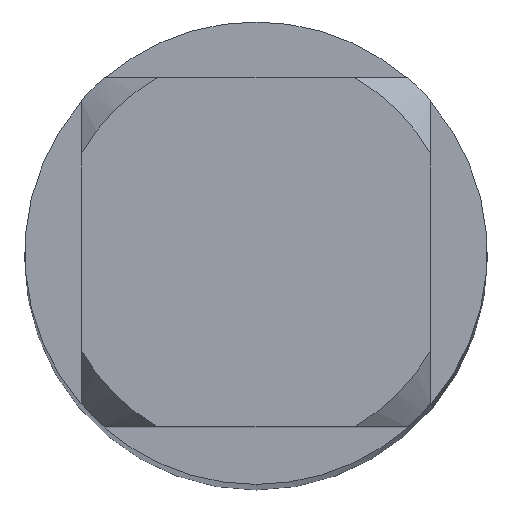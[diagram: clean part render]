
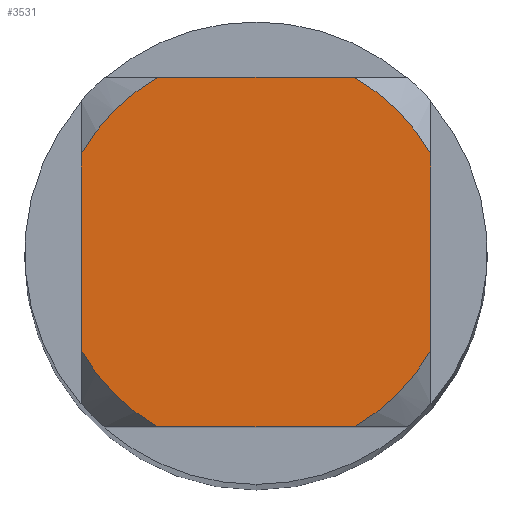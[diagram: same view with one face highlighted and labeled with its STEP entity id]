
A CAD part, top view. The second image highlights one B-rep face of the part: STEP entity #3531.
In plain terms, the highlighted planar face has unit normal (0, 0, 1).
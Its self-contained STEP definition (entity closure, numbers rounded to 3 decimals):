
#1271=EDGE_CURVE('',#2149,#2915,#3638,.T.);
#1711=VERTEX_POINT('',#4120);
#1869=VERTEX_POINT('',#4294);
#2149=VERTEX_POINT('',#4599);
#2153=EDGE_CURVE('',#2655,#2915,#4603,.T.);
#2337=EDGE_CURVE('',#3509,#1869,#4807,.T.);
#2573=EDGE_CURVE('',#2149,#3009,#5065,.T.);
#2655=VERTEX_POINT('',#5152);
#2705=VERTEX_POINT('',#5205);
#2877=EDGE_CURVE('',#2705,#1869,#5391,.T.);
#2915=VERTEX_POINT('',#5430);
#2967=EDGE_CURVE('',#3509,#3009,#5490,.T.);
#3009=VERTEX_POINT('',#5534);
#3085=EDGE_CURVE('',#2705,#1711,#5618,.T.);
#3387=EDGE_CURVE('',#2655,#1711,#5947,.T.);
#3509=VERTEX_POINT('',#6079);
#3531=ADVANCED_FACE('',(#6103),#6104,.T.);
#3638=LINE('',#6458,#6459);
#4120=CARTESIAN_POINT('',(1.7,0.955,0.0));
#4294=CARTESIAN_POINT('',(-0.955,1.7,0.0));
#4599=CARTESIAN_POINT('',(-0.955,-1.7,0.0));
#4603=CIRCLE('',#9043,1.95);
#4807=CIRCLE('',#9481,1.95);
#5065=CIRCLE('',#9985,1.95);
#5152=CARTESIAN_POINT('',(1.7,-0.955,0.0));
#5205=CARTESIAN_POINT('',(0.955,1.7,0.0));
#5391=LINE('',#10957,#10958);
#5430=CARTESIAN_POINT('',(0.955,-1.7,0.0));
#5490=LINE('',#11371,#11372);
#5534=CARTESIAN_POINT('',(-1.7,-0.955,0.0));
#5618=CIRCLE('',#11729,1.95);
#5947=LINE('',#12675,#12676);
#6079=CARTESIAN_POINT('',(-1.7,0.955,0.0));
#6103=FACE_OUTER_BOUND('',#13047,.T.);
#6104=PLANE('',#13048);
#6458=CARTESIAN_POINT('',(0.0,-1.7,0.0));
#6459=VECTOR('',#13201,1.0);
#9043=AXIS2_PLACEMENT_3D('',#14256,#14257,#14258);
#9481=AXIS2_PLACEMENT_3D('',#14481,#14482,#14483);
#9985=AXIS2_PLACEMENT_3D('',#14751,#14752,#14753);
#10957=CARTESIAN_POINT('',(0.0,1.7,0.0));
#10958=VECTOR('',#15032,1.0);
#11371=CARTESIAN_POINT('',(-1.7,0.488,0.0));
#11372=VECTOR('',#15219,1.0);
#11729=AXIS2_PLACEMENT_3D('',#15341,#15342,#15343);
#12675=CARTESIAN_POINT('',(1.7,0.488,0.0));
#12676=VECTOR('',#15688,1.0);
#13047=EDGE_LOOP('',(#15843,#15844,#15845,#15846,#15847,#15848,#15849,#15850));
#13048=AXIS2_PLACEMENT_3D('',#15851,#15852,#15853);
#13201=DIRECTION('',(1.0,0.0,0.0));
#14256=CARTESIAN_POINT('',(0.0,0.0,0.0));
#14257=DIRECTION('',(0.0,0.0,-1.0));
#14258=DIRECTION('',(0.0,1.0,0.0));
#14481=CARTESIAN_POINT('',(0.0,0.0,0.0));
#14482=DIRECTION('',(0.0,0.0,-1.0));
#14483=DIRECTION('',(0.0,1.0,0.0));
#14751=CARTESIAN_POINT('',(0.0,0.0,0.0));
#14752=DIRECTION('',(0.0,0.0,-1.0));
#14753=DIRECTION('',(0.0,1.0,0.0));
#15032=DIRECTION('',(-1.0,0.0,0.0));
#15219=DIRECTION('',(-0.0,-1.0,0.0));
#15341=CARTESIAN_POINT('',(0.0,0.0,0.0));
#15342=DIRECTION('',(0.0,0.0,-1.0));
#15343=DIRECTION('',(0.0,1.0,0.0));
#15688=DIRECTION('',(-0.0,1.0,0.0));
#15843=ORIENTED_EDGE('',*,*,#2967,.T.);
#15844=ORIENTED_EDGE('',*,*,#2573,.F.);
#15845=ORIENTED_EDGE('',*,*,#1271,.T.);
#15846=ORIENTED_EDGE('',*,*,#2153,.F.);
#15847=ORIENTED_EDGE('',*,*,#3387,.T.);
#15848=ORIENTED_EDGE('',*,*,#3085,.F.);
#15849=ORIENTED_EDGE('',*,*,#2877,.T.);
#15850=ORIENTED_EDGE('',*,*,#2337,.F.);
#15851=CARTESIAN_POINT('',(0.0,0.975,0.0));
#15852=DIRECTION('',(-0.0,0.0,1.0));
#15853=DIRECTION('',(0.0,-1.0,0.0));
